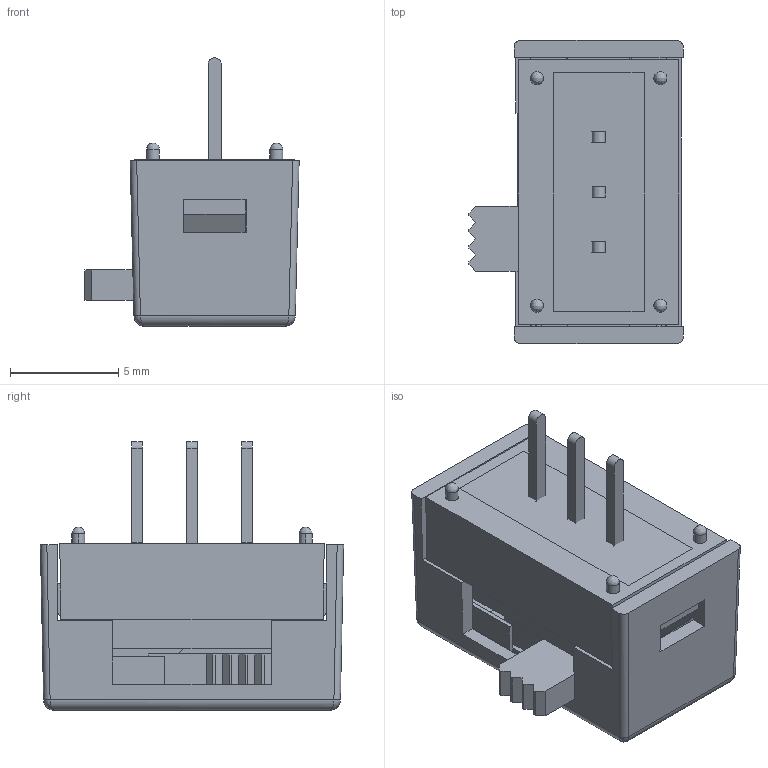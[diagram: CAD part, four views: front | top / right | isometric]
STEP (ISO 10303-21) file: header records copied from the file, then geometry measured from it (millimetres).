
FILE_DESCRIPTION (( 'STEP AP203' ), '1' );
FILE_NAME ('6MS3S302M1QES.STEP', '2016-12-14T01:03:53', ( '' ), ( '' ), 'SwSTEP 2.0', 'SolidWorks 2012', '' );
FILE_SCHEMA (( 'CONFIG_CONTROL_DESIGN' ));
Length unit declared in the file: millimetre
Products named in the file (7): 6MS3S302M1QES; TE-6M11; SL-6MS3; FHO-6S32; SU-6MS3; TE-6M01; CA-6MS1
Assembly tree (7 placements, depth 2):
  6MS3S302M1QES
    CA-6MS1
    TE-6M01
    TE-6M11  x2
    SU-6MS3
    SL-6MS3
    FHO-6S32
Bounding box: 9.89 x 14 x 12.4 mm (x, y, z)
Volume: 581.3 mm3; surface area: 1678.4 mm2
Topology: 8 solids, 8 shells, 470 faces, 1283 edges, 842 vertices
Faces by surface type: plane 348, cylinder 63, bspline 59
Entity records: 14334 total; most frequent: CARTESIAN_POINT 4565, ORIENTED_EDGE 2006, DIRECTION 1611, EDGE_CURVE 1003, VECTOR 747, LINE 747, VERTEX_POINT 664, AXIS2_PLACEMENT_3D 432
